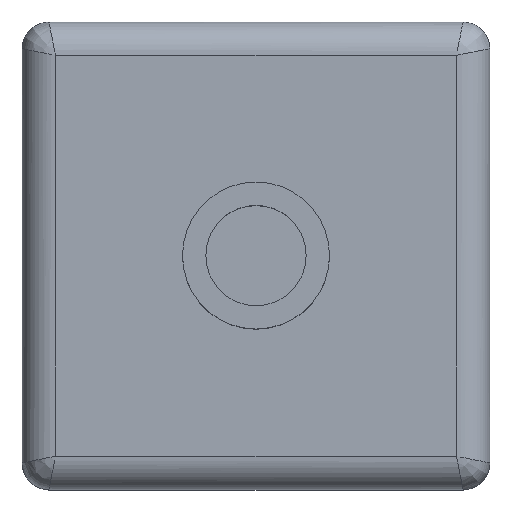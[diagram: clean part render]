
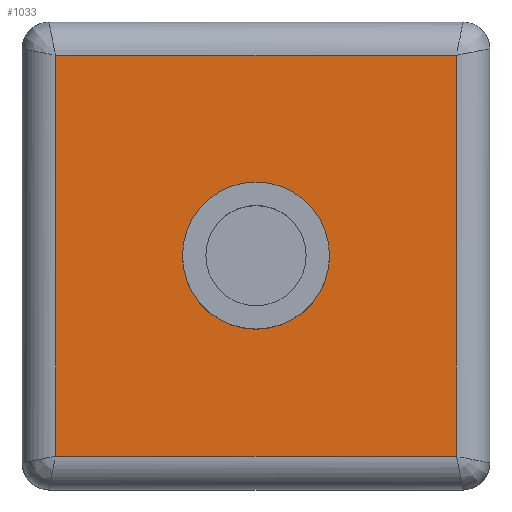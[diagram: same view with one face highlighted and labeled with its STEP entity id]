
A CAD part, top view. The second image highlights one B-rep face of the part: STEP entity #1033.
In plain terms, the highlighted planar face has unit normal (0, 0, 1).
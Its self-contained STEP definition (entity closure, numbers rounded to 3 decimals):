
#107=LINE('',#1739,#195);
#108=LINE('',#1741,#196);
#109=LINE('',#1743,#197);
#110=LINE('',#1744,#198);
#195=VECTOR('',#1428,10.);
#196=VECTOR('',#1429,10.);
#197=VECTOR('',#1430,10.);
#198=VECTOR('',#1431,10.);
#250=FACE_BOUND('',#366,.T.);
#295=FACE_OUTER_BOUND('',#365,.T.);
#365=EDGE_LOOP('',(#869,#870,#871,#872));
#366=EDGE_LOOP('',(#873));
#422=CIRCLE('',#1158,11.);
#498=VERTEX_POINT('',#1732);
#499=VERTEX_POINT('',#1737);
#500=VERTEX_POINT('',#1738);
#501=VERTEX_POINT('',#1740);
#502=VERTEX_POINT('',#1742);
#626=EDGE_CURVE('',#498,#498,#422,.T.);
#627=EDGE_CURVE('',#499,#500,#107,.T.);
#628=EDGE_CURVE('',#501,#499,#108,.T.);
#629=EDGE_CURVE('',#502,#501,#109,.T.);
#630=EDGE_CURVE('',#500,#502,#110,.T.);
#869=ORIENTED_EDGE('',*,*,#627,.F.);
#870=ORIENTED_EDGE('',*,*,#628,.F.);
#871=ORIENTED_EDGE('',*,*,#629,.F.);
#872=ORIENTED_EDGE('',*,*,#630,.F.);
#873=ORIENTED_EDGE('',*,*,#626,.T.);
#982=PLANE('',#1160);
#1033=ADVANCED_FACE('',(#295,#250),#982,.T.);
#1158=AXIS2_PLACEMENT_3D('',#1734,#1422,#1423);
#1160=AXIS2_PLACEMENT_3D('',#1736,#1426,#1427);
#1422=DIRECTION('center_axis',(0.,0.,-1.));
#1423=DIRECTION('ref_axis',(-1.,0.,0.));
#1426=DIRECTION('center_axis',(0.,0.,1.));
#1427=DIRECTION('ref_axis',(1.,0.,0.));
#1428=DIRECTION('',(0.,1.,0.));
#1429=DIRECTION('',(-1.,0.,0.));
#1430=DIRECTION('',(0.,-1.,0.));
#1431=DIRECTION('',(1.,0.,0.));
#1732=CARTESIAN_POINT('',(11.,0.,56.));
#1734=CARTESIAN_POINT('Origin',(0.,0.,56.));
#1736=CARTESIAN_POINT('Origin',(0.,0.,
56.));
#1737=CARTESIAN_POINT('',(-30.,-30.,56.));
#1738=CARTESIAN_POINT('',(-30.,30.,56.));
#1739=CARTESIAN_POINT('',(-30.,15.5,56.));
#1740=CARTESIAN_POINT('',(30.,-30.,56.));
#1741=CARTESIAN_POINT('',(-15.5,-30.,56.));
#1742=CARTESIAN_POINT('',(30.,30.,56.));
#1743=CARTESIAN_POINT('',(30.,-15.5,56.));
#1744=CARTESIAN_POINT('',(15.5,30.,56.));
